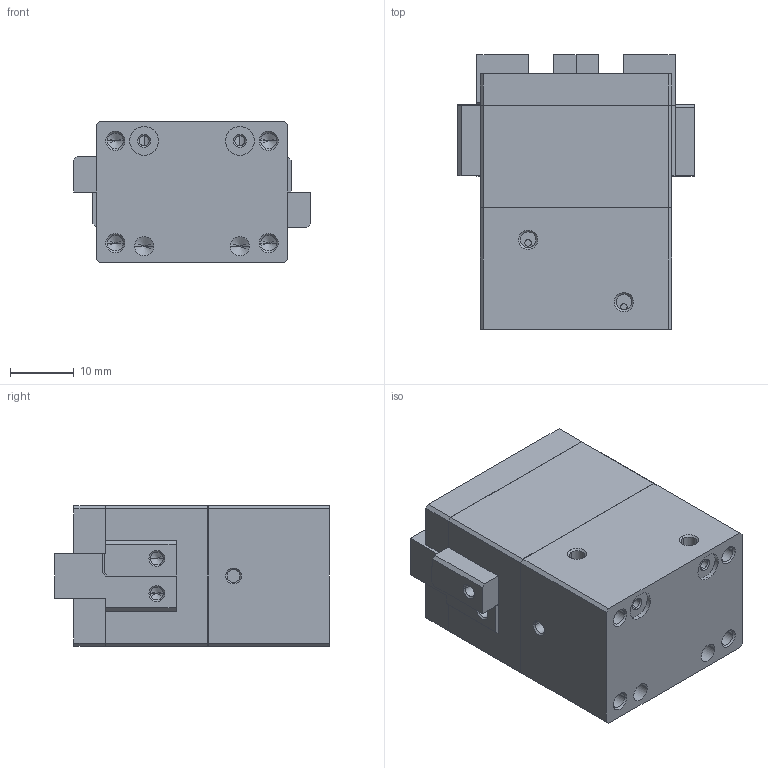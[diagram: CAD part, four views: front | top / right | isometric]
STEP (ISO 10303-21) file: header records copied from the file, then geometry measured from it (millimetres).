
FILE_DESCRIPTION( ( '' ), '1' );
FILE_NAME( 'lge30_lg300cga_0_2_14a.stp', '2010-10-25T12:34:36', ( '' ), ( '' ), ' ', ' ', ' ' );
FILE_SCHEMA( ( 'automotive_design' ) );
Length unit declared in the file: millimetre
Products named in the file (3): 1; 2; 3
Bounding box: 37 x 43 x 22 mm (x, y, z)
Volume: 26661.8 mm3; surface area: 10817.9 mm2
Topology: 3 solids, 3 shells, 239 faces, 588 edges, 348 vertices
Faces by surface type: plane 111, cone 72, cylinder 56
Entity records: 13286 total; most frequent: CARTESIAN_POINT 1216, DIRECTION 1186, STYLED_ITEM 1146, PRESENTATION_STYLE_ASSIGNMENT 1146, COLOUR_RGB 1146, ORIENTED_EDGE 1112, EDGE_CURVE 556, CURVE_STYLE 556
